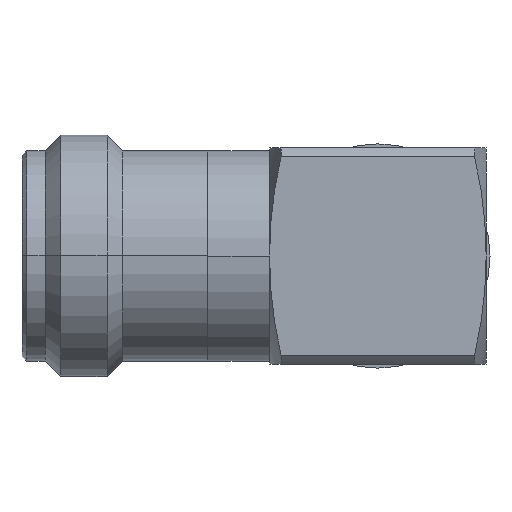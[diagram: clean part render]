
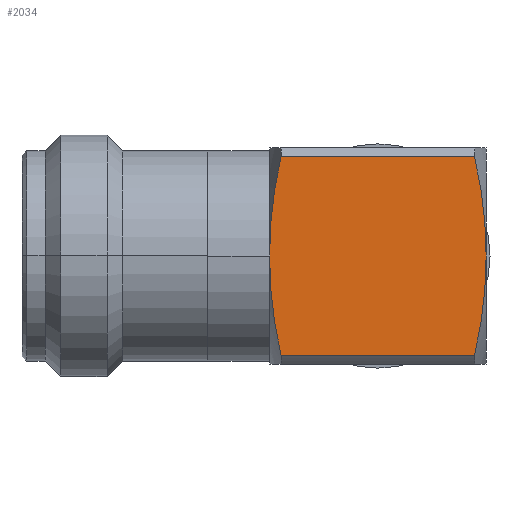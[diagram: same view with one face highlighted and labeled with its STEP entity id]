
A CAD part, left-side view. The second image highlights one B-rep face of the part: STEP entity #2034.
In plain terms, the highlighted planar face has unit normal (-1, 0, 0).
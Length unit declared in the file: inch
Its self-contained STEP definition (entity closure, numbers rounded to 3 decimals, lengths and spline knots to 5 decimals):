
#173 = CIRCLE ( 'NONE', #3826, 1.10236 ) ;
#199 = ORIENTED_EDGE ( 'NONE', *, *, #5969, .F. ) ;
#285 = CARTESIAN_POINT ( 'NONE',  ( -0.27559, -0.2462, 0.25286 ) ) ;
#380 = VECTOR ( 'NONE', #813, 39.37008 ) ;
#457 = EDGE_CURVE ( 'NONE', #6550, #5672, #2630, .T. ) ;
#547 = VERTEX_POINT ( 'NONE', #4625 ) ;
#771 = LINE ( 'NONE', #2947, #380 ) ;
#813 = DIRECTION ( 'NONE',  ( 0., 1., 0. ) ) ;
#1054 = VERTEX_POINT ( 'NONE', #3131 ) ;
#1161 = DIRECTION ( 'NONE',  ( 0., 0., 1. ) ) ;
#1319 = EDGE_CURVE ( 'NONE', #4747, #1054, #771, .T. ) ;
#1388 = DIRECTION ( 'NONE',  ( 0., -1., 0. ) ) ;
#1560 = DIRECTION ( 'NONE',  ( 0., -0.973, 0.229 ) ) ;
#1633 = AXIS2_PLACEMENT_3D ( 'NONE', #5757, #4175, #1388 ) ;
#1677 = CARTESIAN_POINT ( 'NONE',  ( -0.27559, -0.2462, 0.25286 ) ) ;
#1692 = VECTOR ( 'NONE', #4422, 39.37008 ) ;
#1764 = PLANE ( 'NONE',  #2154 ) ;
#1789 = DIRECTION ( 'NONE',  ( 0., 0.973, -0.229 ) ) ;
#2018 = EDGE_LOOP ( 'NONE', ( #2140, #199, #3188, #2324, #5575, #7091 ) ) ;
#2034 = ADVANCED_FACE ( 'NONE', ( #5142 ), #1764, .T. ) ;
#2072 = DIRECTION ( 'NONE',  ( 0., 1., 0. ) ) ;
#2088 = CIRCLE ( 'NONE', #3601, 1.10236 ) ;
#2140 = ORIENTED_EDGE ( 'NONE', *, *, #4751, .F. ) ;
#2154 = AXIS2_PLACEMENT_3D ( 'NONE', #5701, #3477, #1161 ) ;
#2324 = ORIENTED_EDGE ( 'NONE', *, *, #6978, .F. ) ;
#2630 = CIRCLE ( 'NONE', #3791, 1.10236 ) ;
#2730 = CARTESIAN_POINT ( 'NONE',  ( -0.27559, 0.82677, 0. ) ) ;
#2947 = CARTESIAN_POINT ( 'NONE',  ( -0.27559, -0.2462, -0.25286 ) ) ;
#3131 = CARTESIAN_POINT ( 'NONE',  ( -0.27559, 0.2462, -0.25286 ) ) ;
#3173 = CARTESIAN_POINT ( 'NONE',  ( -0.27559, -0.82677, 0. ) ) ;
#3188 = ORIENTED_EDGE ( 'NONE', *, *, #1319, .F. ) ;
#3359 = LINE ( 'NONE', #1677, #1692 ) ;
#3477 = DIRECTION ( 'NONE',  ( -1., 0., 0. ) ) ;
#3601 = AXIS2_PLACEMENT_3D ( 'NONE', #6237, #5612, #1789 ) ;
#3791 = AXIS2_PLACEMENT_3D ( 'NONE', #2730, #4476, #1560 ) ;
#3826 = AXIS2_PLACEMENT_3D ( 'NONE', #3173, #4836, #2072 ) ;
#3995 = EDGE_CURVE ( 'NONE', #6550, #547, #3359, .T. ) ;
#4175 = DIRECTION ( 'NONE',  ( 1., 0., 0. ) ) ;
#4422 = DIRECTION ( 'NONE',  ( 0., 1., 0. ) ) ;
#4476 = DIRECTION ( 'NONE',  ( 1., 0., 0. ) ) ;
#4625 = CARTESIAN_POINT ( 'NONE',  ( -0.27559, 0.2462, 0.25286 ) ) ;
#4647 = CARTESIAN_POINT ( 'NONE',  ( -0.27559, 0.27559, 0. ) ) ;
#4747 = VERTEX_POINT ( 'NONE', #6519 ) ;
#4751 = EDGE_CURVE ( 'NONE', #5685, #547, #173, .T. ) ;
#4836 = DIRECTION ( 'NONE',  ( 1., 0., 0. ) ) ;
#5142 = FACE_OUTER_BOUND ( 'NONE', #2018, .T. ) ;
#5575 = ORIENTED_EDGE ( 'NONE', *, *, #457, .F. ) ;
#5612 = DIRECTION ( 'NONE',  ( 1., 0., 0. ) ) ;
#5672 = VERTEX_POINT ( 'NONE', #6286 ) ;
#5685 = VERTEX_POINT ( 'NONE', #4647 ) ;
#5701 = CARTESIAN_POINT ( 'NONE',  ( -0.27559, 0.27559, -0.27559 ) ) ;
#5757 = CARTESIAN_POINT ( 'NONE',  ( -0.27559, 0.82677, 0. ) ) ;
#5969 = EDGE_CURVE ( 'NONE', #1054, #5685, #2088, .T. ) ;
#6237 = CARTESIAN_POINT ( 'NONE',  ( -0.27559, -0.82677, 0. ) ) ;
#6286 = CARTESIAN_POINT ( 'NONE',  ( -0.27559, -0.27559, 0. ) ) ;
#6519 = CARTESIAN_POINT ( 'NONE',  ( -0.27559, -0.2462, -0.25286 ) ) ;
#6550 = VERTEX_POINT ( 'NONE', #285 ) ;
#6866 = CIRCLE ( 'NONE', #1633, 1.10236 ) ;
#6978 = EDGE_CURVE ( 'NONE', #5672, #4747, #6866, .T. ) ;
#7091 = ORIENTED_EDGE ( 'NONE', *, *, #3995, .T. ) ;
